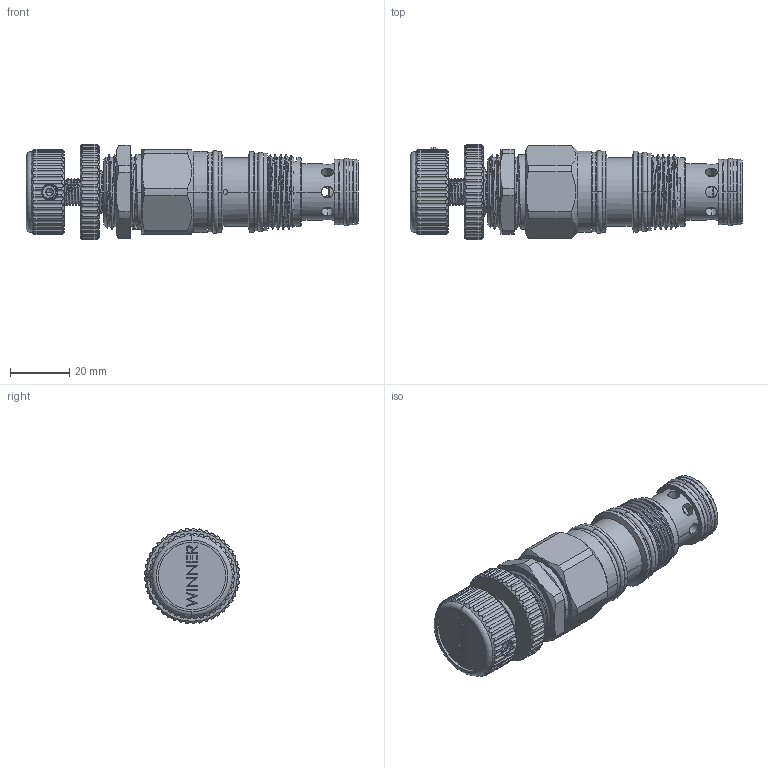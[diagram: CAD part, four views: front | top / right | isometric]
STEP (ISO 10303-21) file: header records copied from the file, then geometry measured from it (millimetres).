
FILE_DESCRIPTION (( 'STEP AP203' ), '1' );
FILE_NAME ('PB2A30(35)-KF.STEP', '2020-03-23T02:23:54', ( '' ), ( '' ), 'SwSTEP 2.0', 'SolidWorks 2018', '' );
FILE_SCHEMA (( 'CONFIG_CONTROL_DESIGN' ));
Products named in the file (1): PB2A30(35)-KF
Bounding box: 112.19 x 32.18 x 32.2 mm (x, y, z)
Volume: 54931.8 mm3; surface area: 21802.1 mm2
Topology: 9 solids, 14 shells, 1005 faces, 2816 edges, 1805 vertices
Faces by surface type: cylinder 507, plane 240, cone 105, torus 88, bspline 63, sphere 2
Entity records: 66447 total; most frequent: CARTESIAN_POINT 42364, ORIENTED_EDGE 5578, DIRECTION 4433, EDGE_CURVE 2789, VERTEX_POINT 1802, AXIS2_PLACEMENT_3D 1740, EDGE_LOOP 1071, ADVANCED_FACE 1005
